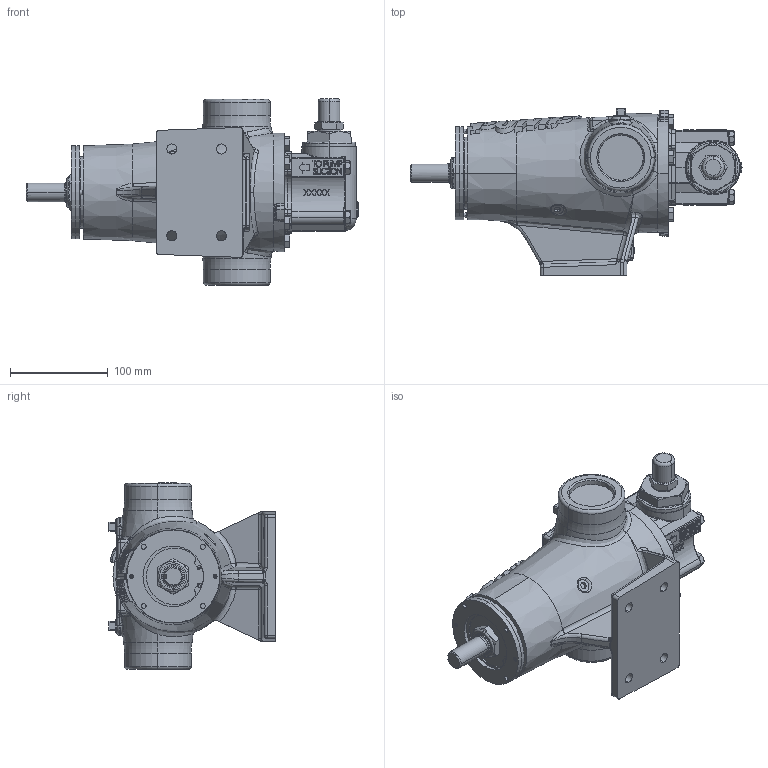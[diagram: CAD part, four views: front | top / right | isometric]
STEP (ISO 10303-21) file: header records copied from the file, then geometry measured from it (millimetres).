
FILE_DESCRIPTION (( 'STEP AP214' ), '1' );
FILE_NAME ('H4195.STEP', '2017-02-20T22:12:51', ( '' ), ( '' ), 'SwSTEP 2.0', 'SolidWorks 2016', '' );
FILE_SCHEMA (( 'AUTOMOTIVE_DESIGN' ));
Length unit declared in the file: inch
Products named in the file (1): H4195
Bounding box: 340.07 x 170.8 x 191.31 mm (x, y, z)
Volume: 2996564.4 mm3; surface area: 214128.2 mm2
Topology: 1 solids, 1 shells, 1638 faces, 4141 edges, 2576 vertices
Faces by surface type: plane 671, bspline 410, cylinder 257, cone 203, torus 74, sphere 23
Entity records: 79972 total; most frequent: CARTESIAN_POINT 36731, ORIENTED_EDGE 8226, DIRECTION 6119, EDGE_CURVE 4113, VERTEX_POINT 2571, AXIS2_PLACEMENT_3D 2185, EDGE_LOOP 1764, LINE 1749
